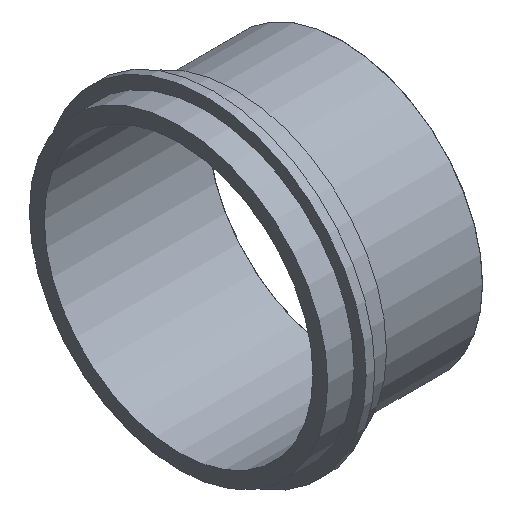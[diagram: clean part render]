
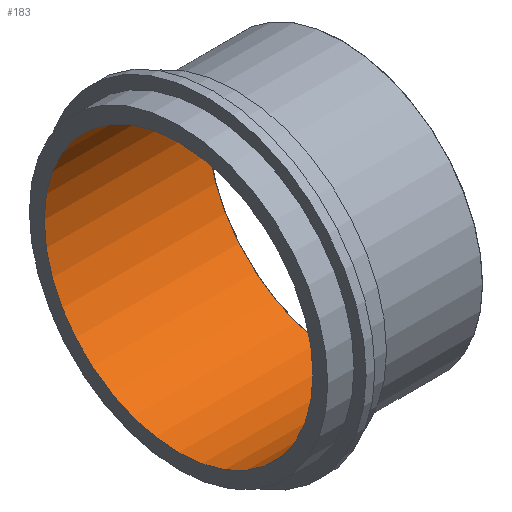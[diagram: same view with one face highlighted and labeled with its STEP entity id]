
A CAD part, isometric view. The second image highlights one B-rep face of the part: STEP entity #183.
In plain terms, the highlighted cylindrical face has radius 36.449 mm (diameter 72.898 mm), a full revolution.
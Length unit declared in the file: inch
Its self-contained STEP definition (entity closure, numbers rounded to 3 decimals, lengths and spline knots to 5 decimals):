
#15=LINE('',#333,#20);
#20=VECTOR('',#266,1.435);
#25=CYLINDRICAL_SURFACE('',#223,1.435);
#42=FACE_OUTER_BOUND('',#56,.T.);
#56=EDGE_LOOP('',(#137,#138,#139,#140,#141));
#71=CIRCLE('',#217,1.435);
#72=CIRCLE('',#218,1.435);
#76=CIRCLE('',#224,1.435);
#90=VERTEX_POINT('',#321);
#91=VERTEX_POINT('',#322);
#94=VERTEX_POINT('',#332);
#106=EDGE_CURVE('',#90,#91,#71,.T.);
#107=EDGE_CURVE('',#91,#90,#72,.T.);
#111=EDGE_CURVE('',#91,#94,#15,.T.);
#112=EDGE_CURVE('',#94,#94,#76,.T.);
#137=ORIENTED_EDGE('',*,*,#106,.F.);
#138=ORIENTED_EDGE('',*,*,#107,.F.);
#139=ORIENTED_EDGE('',*,*,#111,.T.);
#140=ORIENTED_EDGE('',*,*,#112,.F.);
#141=ORIENTED_EDGE('',*,*,#111,.F.);
#183=ADVANCED_FACE('',(#42),#25,.F.);
#217=AXIS2_PLACEMENT_3D('',#323,#252,#253);
#218=AXIS2_PLACEMENT_3D('',#324,#254,#255);
#223=AXIS2_PLACEMENT_3D('',#331,#264,#265);
#224=AXIS2_PLACEMENT_3D('',#334,#267,#268);
#252=DIRECTION('center_axis',(-1.,0.,0.));
#253=DIRECTION('ref_axis',(0.,-1.,0.));
#254=DIRECTION('center_axis',(-1.,0.,0.));
#255=DIRECTION('ref_axis',(0.,-1.,0.));
#264=DIRECTION('center_axis',(1.,0.,0.));
#265=DIRECTION('ref_axis',(0.,1.,0.));
#266=DIRECTION('',(-1.,0.,0.));
#267=DIRECTION('center_axis',(1.,0.,0.));
#268=DIRECTION('ref_axis',(0.,1.,0.));
#321=CARTESIAN_POINT('',(1.745,0.,1.435));
#322=CARTESIAN_POINT('',(1.745,-1.435,0.));
#323=CARTESIAN_POINT('Origin',(1.745,0.,0.));
#324=CARTESIAN_POINT('Origin',(1.745,0.,0.));
#331=CARTESIAN_POINT('Origin',(0.875,0.,
0.));
#332=CARTESIAN_POINT('',(0.,-1.435,0.));
#333=CARTESIAN_POINT('',(0.875,-1.435,0.));
#334=CARTESIAN_POINT('Origin',(0.,0.,
0.));
